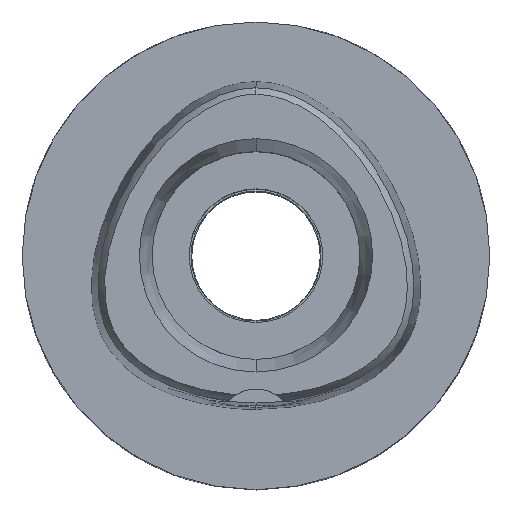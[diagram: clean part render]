
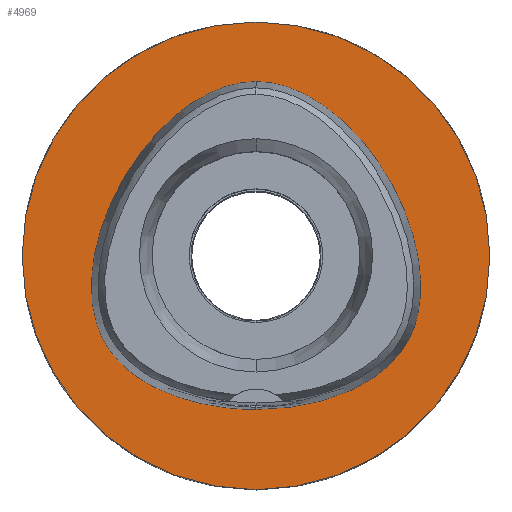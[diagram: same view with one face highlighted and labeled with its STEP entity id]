
A CAD part, top view. The second image highlights one B-rep face of the part: STEP entity #4969.
In plain terms, the highlighted planar face has unit normal (0, 0, 1).
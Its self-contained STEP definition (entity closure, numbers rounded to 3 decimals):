
#57 = CARTESIAN_POINT ( 'NONE',  ( 0., 23.475, 0. ) ) ;
#104 = DIRECTION ( 'NONE',  ( 0., -1., 0. ) ) ;
#128 = AXIS2_PLACEMENT_3D ( 'NONE', #2664, #3505, #5132 ) ;
#191 = B_SPLINE_CURVE_WITH_KNOTS ( 'NONE', 3,
 ( #57, #615, #1505, #614, #5420, #2850, #4151, #2068, #2021, #4960, #4553, #3760, #3247, #4605, #406, #5415, #3660, #1657, #1578, #3356, #4178, #5012, #1235 ),
 .UNSPECIFIED., .F., .F.,
 ( 4, 1, 1, 1, 1, 1, 1, 1, 1, 1, 1, 1, 1, 1, 1, 1, 1, 1, 1, 1, 4 ),
 ( 0., 0.042, 0.083, 0.125, 0.167, 0.25, 0.333, 0.417, 0.5, 0.542, 0.583, 0.625, 0.646, 0.667, 0.688, 0.708, 0.75, 0.792, 0.833, 0.917, 1. ),
 .UNSPECIFIED. ) ;
#194 = CARTESIAN_POINT ( 'NONE',  ( 22.057, -6.848, 0. ) ) ;
#217 = CARTESIAN_POINT ( 'NONE',  ( 6.341, -20.298, 0. ) ) ;
#250 = CARTESIAN_POINT ( 'NONE',  ( 20.749, 4.657, 0. ) ) ;
#314 = CARTESIAN_POINT ( 'NONE',  ( 11.233, -18.893, 0. ) ) ;
#347 = CARTESIAN_POINT ( 'NONE',  ( 0., -31.5, 0. ) ) ;
#406 = CARTESIAN_POINT ( 'NONE',  ( -20.35, -11.749, 0. ) ) ;
#455 = VERTEX_POINT ( 'NONE', #347 ) ;
#466 = EDGE_CURVE ( 'NONE', #3265, #677, #191, .T. ) ;
#551 = DIRECTION ( 'NONE',  ( 0., 0., -1. ) ) ;
#614 = CARTESIAN_POINT ( 'NONE',  ( -5.098, 22.526, 0. ) ) ;
#615 = CARTESIAN_POINT ( 'NONE',  ( -0.855, 23.475, 0. ) ) ;
#643 = CARTESIAN_POINT ( 'NONE',  ( 0.855, 23.475, 0. ) ) ;
#677 = VERTEX_POINT ( 'NONE', #954 ) ;
#734 = CARTESIAN_POINT ( 'NONE',  ( 5.098, 22.526, 0. ) ) ;
#760 = CARTESIAN_POINT ( 'NONE',  ( 0., 0., 0. ) ) ;
#921 = ORIENTED_EDGE ( 'NONE', *, *, #4512, .F. ) ;
#954 = CARTESIAN_POINT ( 'NONE',  ( 0., -20.675, 0. ) ) ;
#1050 = FACE_BOUND ( 'NONE', #3218, .T. ) ;
#1109 = CARTESIAN_POINT ( 'NONE',  ( 16.959, -15.678, 0. ) ) ;
#1235 = CARTESIAN_POINT ( 'NONE',  ( 0., -20.675, 0. ) ) ;
#1505 = CARTESIAN_POINT ( 'NONE',  ( -2.565, 23.293, 0. ) ) ;
#1578 = CARTESIAN_POINT ( 'NONE',  ( -14.673, -17.214, 0. ) ) ;
#1653 = ORIENTED_EDGE ( 'NONE', *, *, #466, .F. ) ;
#1657 = CARTESIAN_POINT ( 'NONE',  ( -16.959, -15.678, 0. ) ) ;
#1768 = CARTESIAN_POINT ( 'NONE',  ( 0., 0., 0. ) ) ;
#1890 = CARTESIAN_POINT ( 'NONE',  ( 19.649, -12.825, 0. ) ) ;
#1924 = ORIENTED_EDGE ( 'NONE', *, *, #3279, .F. ) ;
#1949 = CARTESIAN_POINT ( 'NONE',  ( 7.571, 21.315, 0. ) ) ;
#1980 = CARTESIAN_POINT ( 'NONE',  ( 18.568, -14.169, 0. ) ) ;
#2007 = CARTESIAN_POINT ( 'NONE',  ( 14.408, 15.641, 0. ) ) ;
#2021 = CARTESIAN_POINT ( 'NONE',  ( -20.749, 4.657, 0. ) ) ;
#2068 = CARTESIAN_POINT ( 'NONE',  ( -18.068, 10.432, 0. ) ) ;
#2231 = B_SPLINE_CURVE_WITH_KNOTS ( 'NONE', 3,
 ( #3993, #3203, #217, #314, #4543, #1109, #1980, #1890, #3287, #2307, #2421, #194, #3263, #3671, #250, #2835, #2007, #4485, #1949, #734, #2391, #643, #3617 ),
 .UNSPECIFIED., .F., .F.,
 ( 4, 1, 1, 1, 1, 1, 1, 1, 1, 1, 1, 1, 1, 1, 1, 1, 1, 1, 1, 1, 4 ),
 ( 0., 0.083, 0.167, 0.208, 0.25, 0.292, 0.313, 0.333, 0.354, 0.375, 0.417, 0.458, 0.5, 0.583, 0.667, 0.75, 0.833, 0.875, 0.917, 0.958, 1. ),
 .UNSPECIFIED. ) ;
#2307 = CARTESIAN_POINT ( 'NONE',  ( 20.932, -10.604, 0. ) ) ;
#2356 = VERTEX_POINT ( 'NONE', #4549 ) ;
#2391 = CARTESIAN_POINT ( 'NONE',  ( 2.565, 23.293, 0. ) ) ;
#2421 = CARTESIAN_POINT ( 'NONE',  ( 21.555, -8.996, 0. ) ) ;
#2453 = DIRECTION ( 'NONE',  ( 0., 0., -1. ) ) ;
#2664 = CARTESIAN_POINT ( 'NONE',  ( 0., 0., 0. ) ) ;
#2711 = AXIS2_PLACEMENT_3D ( 'NONE', #760, #2453, #3204 ) ;
#2747 = PLANE ( 'NONE',  #128 ) ;
#2835 = CARTESIAN_POINT ( 'NONE',  ( 18.068, 10.432, 0. ) ) ;
#2850 = CARTESIAN_POINT ( 'NONE',  ( -10.746, 19.174, 0. ) ) ;
#3063 = CARTESIAN_POINT ( 'NONE',  ( 0., 23.475, 0. ) ) ;
#3203 = CARTESIAN_POINT ( 'NONE',  ( 2.114, -20.675, 0. ) ) ;
#3204 = DIRECTION ( 'NONE',  ( 0., 1., 0. ) ) ;
#3218 = EDGE_LOOP ( 'NONE', ( #1653, #1924 ) ) ;
#3247 = CARTESIAN_POINT ( 'NONE',  ( -21.555, -8.996, 0. ) ) ;
#3263 = CARTESIAN_POINT ( 'NONE',  ( 22.245, -4.1, 0. ) ) ;
#3265 = VERTEX_POINT ( 'NONE', #3063 ) ;
#3279 = EDGE_CURVE ( 'NONE', #677, #3265, #2231, .T. ) ;
#3287 = CARTESIAN_POINT ( 'NONE',  ( 20.35, -11.749, 0. ) ) ;
#3356 = CARTESIAN_POINT ( 'NONE',  ( -11.233, -18.893, 0. ) ) ;
#3505 = DIRECTION ( 'NONE',  ( 0., 0., -1. ) ) ;
#3537 = ORIENTED_EDGE ( 'NONE', *, *, #5098, .F. ) ;
#3617 = CARTESIAN_POINT ( 'NONE',  ( 0., 23.475, 0. ) ) ;
#3660 = CARTESIAN_POINT ( 'NONE',  ( -18.568, -14.169, 0. ) ) ;
#3671 = CARTESIAN_POINT ( 'NONE',  ( 21.978, -0.281, 0. ) ) ;
#3760 = CARTESIAN_POINT ( 'NONE',  ( -22.057, -6.848, 0. ) ) ;
#3933 = CIRCLE ( 'NONE', #4888, 31.5 ) ;
#3993 = CARTESIAN_POINT ( 'NONE',  ( 0., -20.675, 0. ) ) ;
#4117 = EDGE_LOOP ( 'NONE', ( #921, #3537 ) ) ;
#4151 = CARTESIAN_POINT ( 'NONE',  ( -14.408, 15.641, 0. ) ) ;
#4178 = CARTESIAN_POINT ( 'NONE',  ( -6.341, -20.298, 0. ) ) ;
#4352 = FACE_OUTER_BOUND ( 'NONE', #4117, .T. ) ;
#4485 = CARTESIAN_POINT ( 'NONE',  ( 10.746, 19.174, 0. ) ) ;
#4512 = EDGE_CURVE ( 'NONE', #2356, #455, #5076, .T. ) ;
#4543 = CARTESIAN_POINT ( 'NONE',  ( 14.673, -17.214, 0. ) ) ;
#4549 = CARTESIAN_POINT ( 'NONE',  ( 0., 31.5, 0. ) ) ;
#4553 = CARTESIAN_POINT ( 'NONE',  ( -22.245, -4.1, 0. ) ) ;
#4605 = CARTESIAN_POINT ( 'NONE',  ( -20.932, -10.604, 0. ) ) ;
#4888 = AXIS2_PLACEMENT_3D ( 'NONE', #1768, #551, #104 ) ;
#4960 = CARTESIAN_POINT ( 'NONE',  ( -21.978, -0.281, 0. ) ) ;
#4969 = ADVANCED_FACE ( 'NONE', ( #4352, #1050 ), #2747, .F. ) ;
#5012 = CARTESIAN_POINT ( 'NONE',  ( -2.114, -20.675, 0. ) ) ;
#5076 = CIRCLE ( 'NONE', #2711, 31.5 ) ;
#5098 = EDGE_CURVE ( 'NONE', #455, #2356, #3933, .T. ) ;
#5132 = DIRECTION ( 'NONE',  ( 0., -1., 0. ) ) ;
#5415 = CARTESIAN_POINT ( 'NONE',  ( -19.649, -12.825, 0. ) ) ;
#5420 = CARTESIAN_POINT ( 'NONE',  ( -7.571, 21.315, 0. ) ) ;
